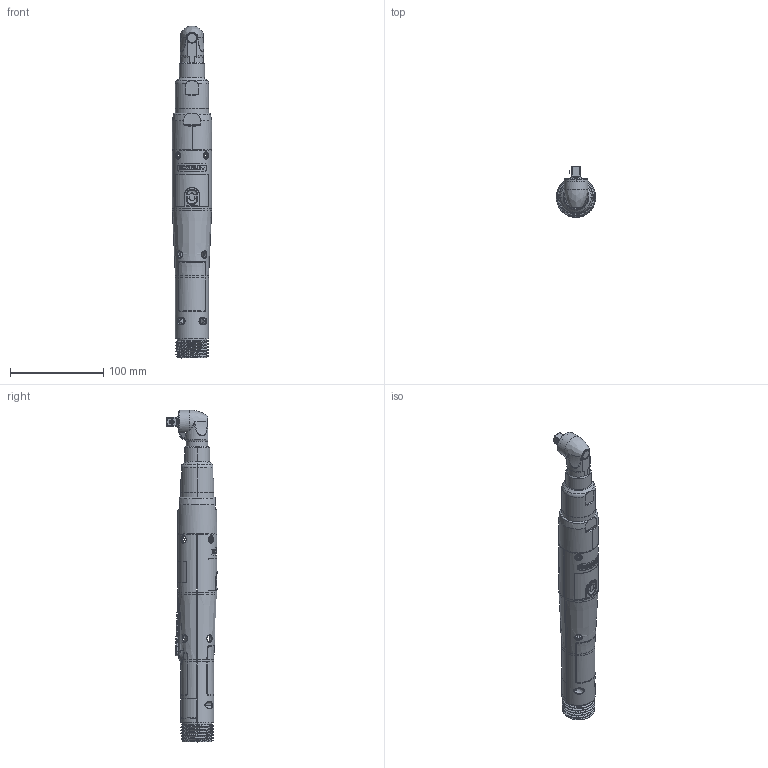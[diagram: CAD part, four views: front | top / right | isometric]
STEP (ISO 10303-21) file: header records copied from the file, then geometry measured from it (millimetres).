
FILE_DESCRIPTION((''),'2;1');
FILE_NAME('EB22LA13-13A','2012-02-13T',('MAM0508'),(''),'PRO/ENGINEER BY PARAMETRIC TECHNOLOGY CORPORATION, 2010430','PRO/ENGINEER BY PARAMETRIC TECHNOLOGY CORPORATION, 2010430','');
FILE_SCHEMA(('CONFIG_CONTROL_DESIGN'));
Products named in the file (1): EB22LA13-13A
Bounding box: 42.1 x 53.75 x 355.42 mm (x, y, z)
Surface area: 69068.3 mm2 (no closed solid volume)
Topology: 0 solids, 115 shells, 627 faces, 2967 edges, 2392 vertices
Faces by surface type: cylinder 189, bspline 182, plane 145, cone 45, torus 39, extrusion 26, sphere 1
Entity records: 46822 total; most frequent: CARTESIAN_POINT 27174, ORIENTED_EDGE 3820, EDGE_CURVE 2967, DIRECTION 2927, VERTEX_POINT 2392, B_SPLINE_CURVE_WITH_KNOTS 1449, VECTOR 1051, LINE 1025
